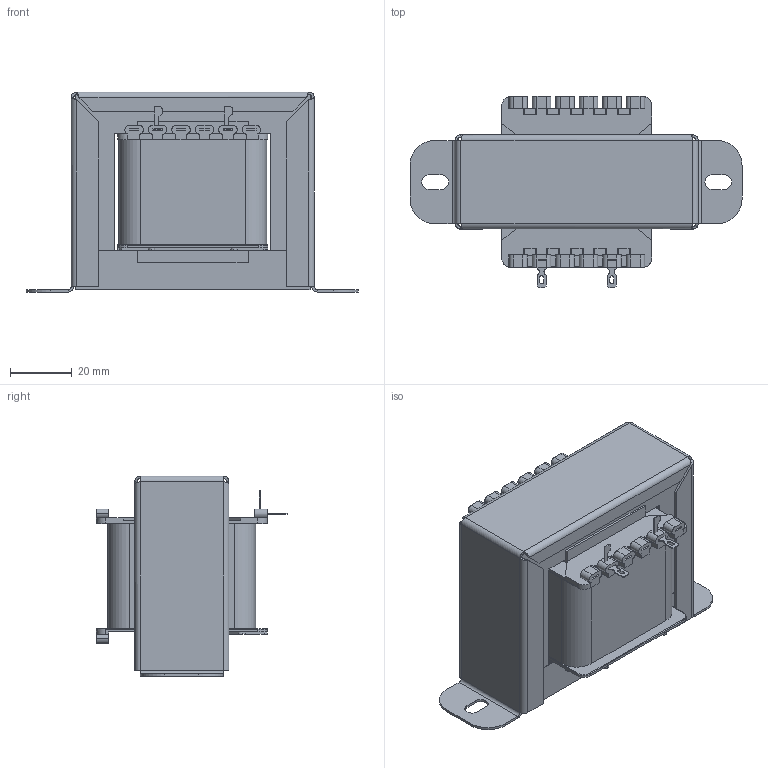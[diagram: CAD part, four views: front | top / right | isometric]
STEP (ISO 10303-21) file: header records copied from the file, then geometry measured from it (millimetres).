
FILE_DESCRIPTION (( 'STEP AP214' ), '1' );
FILE_NAME ('VTX-IND6.STEP', '2025-03-09T16:56:02', ( '' ), ( '' ), 'SwSTEP 2.0', 'SolidWorks 2024', '' );
FILE_SCHEMA (( 'AUTOMOTIVE_DESIGN' ));
Length unit declared in the file: millimetre
Products named in the file (7): I UK29; Clamp EIUK29; VTX-IND6; Terminal Pin 902 Bent; EIUK29 Windings; 29 x 1 INCH S0200 Bobbin; E UK29
Assembly tree (133 placements, depth 2):
  VTX-IND6
    29 x 1 INCH S0200 Bobbin
    E UK29  x64
    I UK29  x64
    Terminal Pin 902 Bent  x2
    EIUK29 Windings
    Clamp EIUK29
Bounding box: 107.9 x 62.1 x 65 mm (x, y, z)
Volume: 168311.9 mm3; surface area: 561327.5 mm2
Topology: 133 solids, 133 shells, 1878 faces, 4726 edges, 3114 vertices
Faces by surface type: plane 1718, cylinder 148, bspline 10, torus 2
Entity records: 19530 total; most frequent: CARTESIAN_POINT 3803, DIRECTION 3178, ORIENTED_EDGE 3120, EDGE_CURVE 1560, LINE 1276, VECTOR 1276, VERTEX_POINT 1006, AXIS2_PLACEMENT_3D 951
